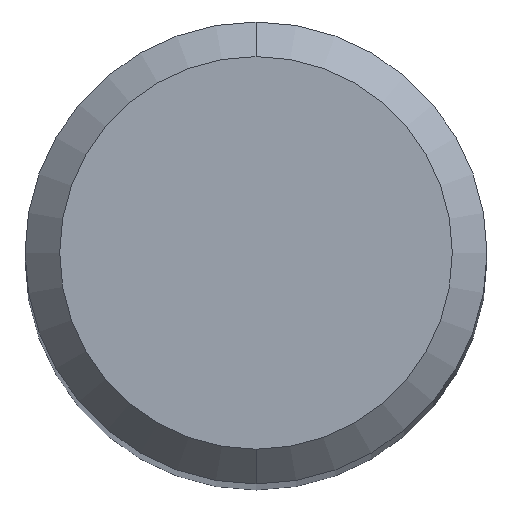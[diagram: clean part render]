
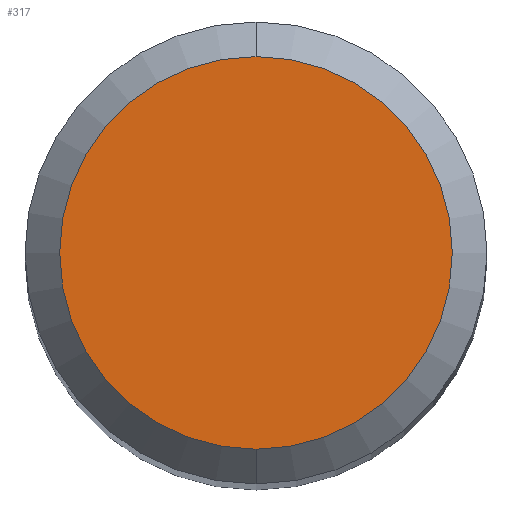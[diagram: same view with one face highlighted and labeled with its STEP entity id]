
A CAD part, top view. The second image highlights one B-rep face of the part: STEP entity #317.
In plain terms, the highlighted planar face has unit normal (0, 0, 1).
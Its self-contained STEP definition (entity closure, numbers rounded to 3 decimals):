
#219=EDGE_CURVE('',#445,#387,#531,.T.);
#317=ADVANCED_FACE('',(#640),#641,.T.);
#365=EDGE_CURVE('',#387,#445,#693,.T.);
#387=VERTEX_POINT('',#717);
#445=VERTEX_POINT('',#779);
#531=CIRCLE('',#927,1.7);
#640=FACE_OUTER_BOUND('',#1138,.T.);
#641=PLANE('',#1139);
#693=CIRCLE('',#1230,1.7);
#717=CARTESIAN_POINT('',(0.0,1.7,0.0));
#779=CARTESIAN_POINT('',(0.,-1.7,0.0));
#927=AXIS2_PLACEMENT_3D('',#1487,#1488,#1489);
#1138=EDGE_LOOP('',(#1620,#1621));
#1139=AXIS2_PLACEMENT_3D('',#1622,#1623,#1624);
#1230=AXIS2_PLACEMENT_3D('',#1695,#1696,#1697);
#1487=CARTESIAN_POINT('',(0.0,0.0,0.0));
#1488=DIRECTION('',(0.0,0.0,-1.0));
#1489=DIRECTION('',(0.0,1.0,0.0));
#1620=ORIENTED_EDGE('',*,*,#365,.F.);
#1621=ORIENTED_EDGE('',*,*,#219,.F.);
#1622=CARTESIAN_POINT('',(0.0,0.85,0.0));
#1623=DIRECTION('',(-0.0,0.0,1.0));
#1624=DIRECTION('',(0.0,-1.0,0.0));
#1695=CARTESIAN_POINT('',(0.0,0.0,0.0));
#1696=DIRECTION('',(0.0,0.0,-1.0));
#1697=DIRECTION('',(0.0,1.0,0.0));
